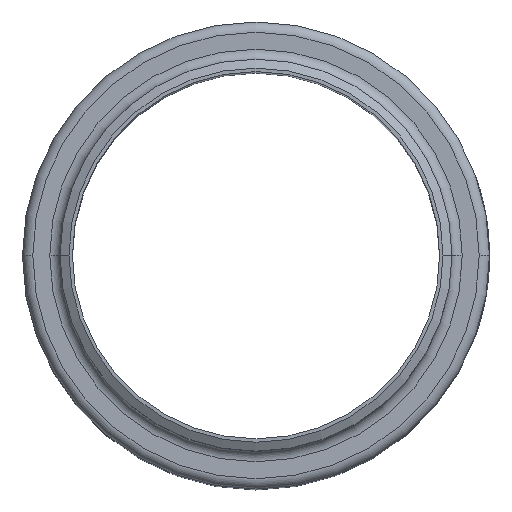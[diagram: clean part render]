
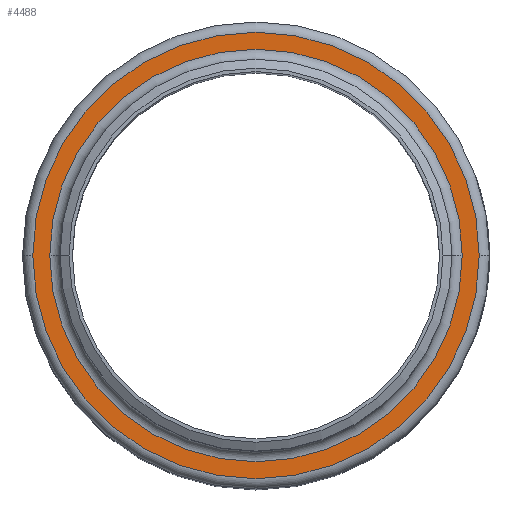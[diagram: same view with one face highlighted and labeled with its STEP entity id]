
A CAD part, top view. The second image highlights one B-rep face of the part: STEP entity #4488.
In plain terms, the highlighted planar face has unit normal (0, 0, 1).
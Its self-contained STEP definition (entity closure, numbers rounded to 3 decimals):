
#179 = EDGE_LOOP ( 'NONE', ( #19666, #4195 ) ) ;
#469 = CARTESIAN_POINT ( 'NONE',  ( 65.1, 0., -50. ) ) ;
#517 = DIRECTION ( 'NONE',  ( -1., 0., 0. ) ) ;
#1615 = CARTESIAN_POINT ( 'NONE',  ( 0., 0., -50. ) ) ;
#3049 = AXIS2_PLACEMENT_3D ( 'NONE', #9842, #9302, #11925 ) ;
#4195 = ORIENTED_EDGE ( 'NONE', *, *, #24611, .T. ) ;
#4488 = ADVANCED_FACE ( 'NONE', ( #9136, #13033 ), #4564, .F. ) ;
#4564 = PLANE ( 'NONE',  #21863 ) ;
#4858 = CARTESIAN_POINT ( 'NONE',  ( 60.15, 0., -50. ) ) ;
#5323 = CARTESIAN_POINT ( 'NONE',  ( 0., 0., -50. ) ) ;
#5937 = DIRECTION ( 'NONE',  ( -1., 0., 0. ) ) ;
#6179 = EDGE_CURVE ( 'NONE', #26649, #7188, #23223, .T. ) ;
#6565 = VERTEX_POINT ( 'NONE', #19758 ) ;
#6689 = VERTEX_POINT ( 'NONE', #469 ) ;
#6893 = ORIENTED_EDGE ( 'NONE', *, *, #15275, .T. ) ;
#7188 = VERTEX_POINT ( 'NONE', #4858 ) ;
#7398 = DIRECTION ( 'NONE',  ( -1., 0., 0. ) ) ;
#8872 = DIRECTION ( 'NONE',  ( 0., 0., -1. ) ) ;
#9136 = FACE_BOUND ( 'NONE', #12415, .T. ) ;
#9302 = DIRECTION ( 'NONE',  ( 0., 0., -1. ) ) ;
#9445 = AXIS2_PLACEMENT_3D ( 'NONE', #24285, #21927, #18050 ) ;
#9745 = CIRCLE ( 'NONE', #17728, 65.1 ) ;
#9842 = CARTESIAN_POINT ( 'NONE',  ( 0., 0., -50. ) ) ;
#11709 = DIRECTION ( 'NONE',  ( 0., 0., 1. ) ) ;
#11925 = DIRECTION ( 'NONE',  ( -1., 0., 0. ) ) ;
#12415 = EDGE_LOOP ( 'NONE', ( #17780, #6893 ) ) ;
#13033 = FACE_OUTER_BOUND ( 'NONE', #179, .T. ) ;
#15275 = EDGE_CURVE ( 'NONE', #7188, #26649, #17616, .T. ) ;
#15523 = AXIS2_PLACEMENT_3D ( 'NONE', #1615, #24933, #5937 ) ;
#17616 = CIRCLE ( 'NONE', #3049, 60.15 ) ;
#17728 = AXIS2_PLACEMENT_3D ( 'NONE', #5323, #11709, #7398 ) ;
#17780 = ORIENTED_EDGE ( 'NONE', *, *, #6179, .T. ) ;
#18050 = DIRECTION ( 'NONE',  ( -1., 0., 0. ) ) ;
#19666 = ORIENTED_EDGE ( 'NONE', *, *, #24045, .T. ) ;
#19758 = CARTESIAN_POINT ( 'NONE',  ( -65.1, 0., -50. ) ) ;
#20808 = CIRCLE ( 'NONE', #15523, 65.1 ) ;
#21747 = CARTESIAN_POINT ( 'NONE',  ( -60.15, 0., -50. ) ) ;
#21863 = AXIS2_PLACEMENT_3D ( 'NONE', #23968, #8872, #517 ) ;
#21927 = DIRECTION ( 'NONE',  ( 0., 0., -1. ) ) ;
#23223 = CIRCLE ( 'NONE', #9445, 60.15 ) ;
#23968 = CARTESIAN_POINT ( 'NONE',  ( 0., 57.15, -50. ) ) ;
#24045 = EDGE_CURVE ( 'NONE', #6565, #6689, #20808, .T. ) ;
#24285 = CARTESIAN_POINT ( 'NONE',  ( 0., 0., -50. ) ) ;
#24611 = EDGE_CURVE ( 'NONE', #6689, #6565, #9745, .T. ) ;
#24933 = DIRECTION ( 'NONE',  ( 0., 0., 1. ) ) ;
#26649 = VERTEX_POINT ( 'NONE', #21747 ) ;
